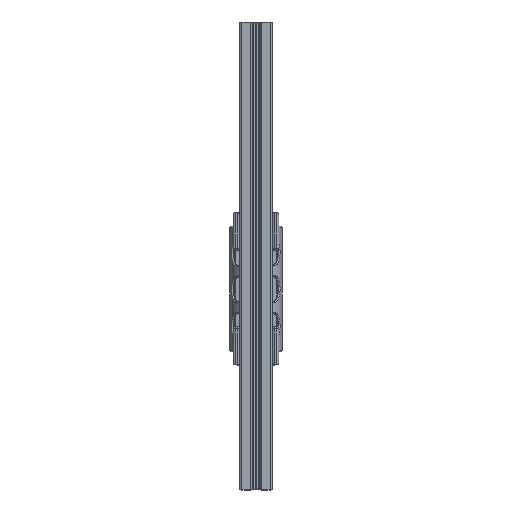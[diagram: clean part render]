
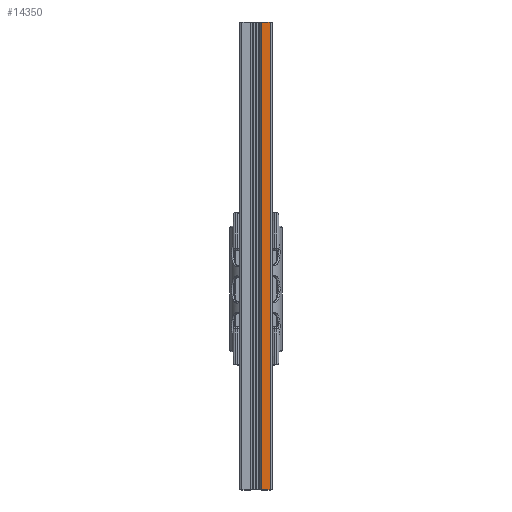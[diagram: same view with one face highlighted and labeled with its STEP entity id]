
A CAD part, top view. The second image highlights one B-rep face of the part: STEP entity #14350.
In plain terms, the highlighted face is planar.
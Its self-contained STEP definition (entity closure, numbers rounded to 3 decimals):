
#2338=FACE_OUTER_BOUND('',#3244,.T.);
#3244=EDGE_LOOP('',(#9695,#9696,#9697,#9698));
#4280=LINE('',#21496,#5112);
#4281=LINE('',#21499,#5113);
#4282=LINE('',#21501,#5114);
#4283=LINE('',#21502,#5115);
#5112=VECTOR('',#17209,1000.);
#5113=VECTOR('',#17212,1000.);
#5114=VECTOR('',#17213,1000.);
#5115=VECTOR('',#17214,1000.);
#5915=VERTEX_POINT('',#21492);
#5916=VERTEX_POINT('',#21494);
#5917=VERTEX_POINT('',#21498);
#5918=VERTEX_POINT('',#21500);
#7348=EDGE_CURVE('',#5916,#5915,#4280,.T.);
#7349=EDGE_CURVE('',#5915,#5917,#4281,.T.);
#7350=EDGE_CURVE('',#5916,#5918,#4282,.T.);
#7351=EDGE_CURVE('',#5918,#5917,#4283,.T.);
#9695=ORIENTED_EDGE('',*,*,#7349,.F.);
#9696=ORIENTED_EDGE('',*,*,#7348,.F.);
#9697=ORIENTED_EDGE('',*,*,#7350,.T.);
#9698=ORIENTED_EDGE('',*,*,#7351,.T.);
#14156=PLANE('',#15314);
#14350=ADVANCED_FACE('',(#2338),#14156,.T.);
#15314=AXIS2_PLACEMENT_3D('',#21497,#17210,#17211);
#17209=DIRECTION('',(0.,0.,1.));
#17210=DIRECTION('center_axis',(0.,1.,0.));
#17211=DIRECTION('ref_axis',(0.,0.,1.));
#17212=DIRECTION('',(-1.,0.,0.));
#17213=DIRECTION('',(-1.,0.,0.));
#17214=DIRECTION('',(0.,0.,1.));
#21492=CARTESIAN_POINT('',(13.,15.,0.));
#21494=CARTESIAN_POINT('',(13.,15.,-430.));
#21496=CARTESIAN_POINT('',(13.,15.,-430.));
#21497=CARTESIAN_POINT('Origin',(13.,15.,-430.));
#21498=CARTESIAN_POINT('',(5.,15.,0.));
#21499=CARTESIAN_POINT('',(13.,15.,0.));
#21500=CARTESIAN_POINT('',(5.,15.,-430.));
#21501=CARTESIAN_POINT('',(13.,15.,-430.));
#21502=CARTESIAN_POINT('',(5.,15.,-430.));
